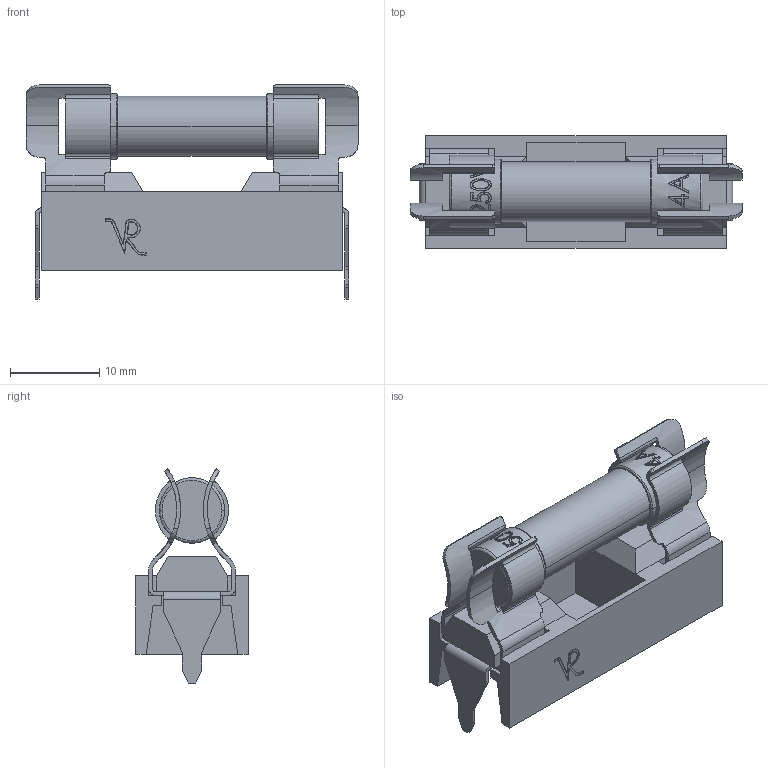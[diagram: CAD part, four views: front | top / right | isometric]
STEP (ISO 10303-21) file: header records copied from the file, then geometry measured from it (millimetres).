
FILE_DESCRIPTION(('FreeCAD Model'),'2;1');
FILE_NAME('Open CASCADE Shape Model','2025-04-17T13:36:13',('FreeCAD'),( 'FreeCAD'),'Open CASCADE STEP processor 7.6','FreeCAD','Unknown');
FILE_SCHEMA(('AUTOMOTIVE_DESIGN { 1 0 10303 214 1 1 1 1 }'));
Length unit declared in the file: millimetre
Products named in the file (1): Open CASCADE STEP translator 7.6 1
Bounding box: 37.11 x 12.57 x 23.92 mm (x, y, z)
Volume: 2648.2 mm3; surface area: 5782.1 mm2
Topology: 7 solids, 7 shells, 469 faces, 1273 edges, 801 vertices
Faces by surface type: bspline 469
Entity records: 18515 total; most frequent: CARTESIAN_POINT 11415, ORIENTED_EDGE 2502, EDGE_CURVE 1251, B_SPLINE_CURVE_WITH_KNOTS 854, VERTEX_POINT 801, FACE_BOUND 486, EDGE_LOOP 486, ADVANCED_FACE 469
